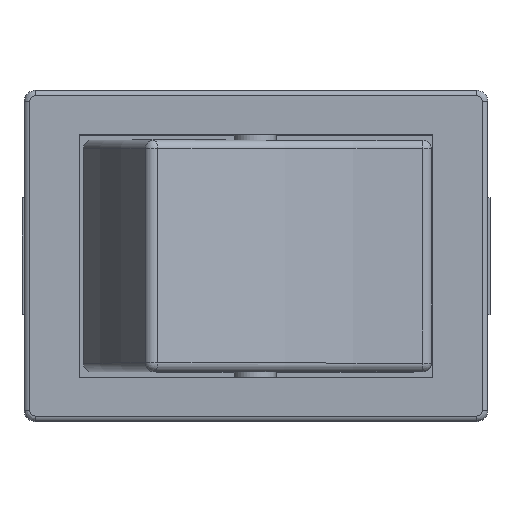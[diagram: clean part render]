
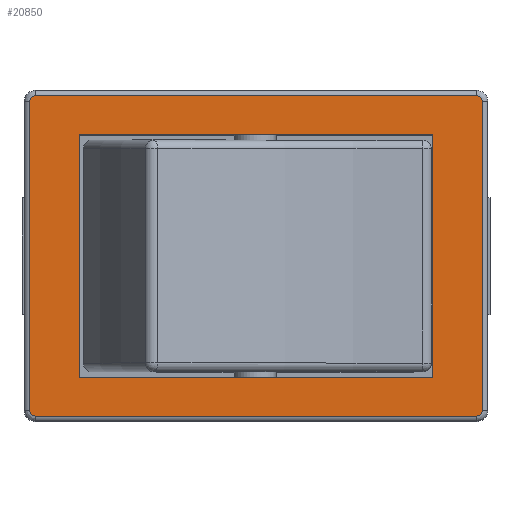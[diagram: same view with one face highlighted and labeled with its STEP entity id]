
A CAD part, top view. The second image highlights one B-rep face of the part: STEP entity #20850.
In plain terms, the highlighted planar face has unit normal (0, 0, 1).
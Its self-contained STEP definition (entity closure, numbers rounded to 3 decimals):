
#407=FACE_BOUND('',#3308,.T.);
#1086=CIRCLE('',#21734,0.25);
#1090=CIRCLE('',#21738,0.25);
#1094=CIRCLE('',#21744,0.25);
#1098=CIRCLE('',#21748,0.25);
#2134=FACE_OUTER_BOUND('',#3307,.T.);
#3307=EDGE_LOOP('',(#18550,#18551,#18552,#18553,#18554,#18555,#18556,#18557));
#3308=EDGE_LOOP('',(#18558,#18559,#18560,#18561));
#5575=LINE('',#36299,#7895);
#5578=LINE('',#36305,#7898);
#5581=LINE('',#36311,#7901);
#5584=LINE('',#36315,#7904);
#5585=LINE('',#36322,#7905);
#5587=LINE('',#36358,#7907);
#5590=LINE('',#36365,#7910);
#5592=LINE('',#36396,#7912);
#7895=VECTOR('',#25561,10.);
#7898=VECTOR('',#25566,10.);
#7901=VECTOR('',#25571,10.);
#7904=VECTOR('',#25576,10.);
#7905=VECTOR('',#25583,10.);
#7907=VECTOR('',#25603,10.);
#7910=VECTOR('',#25610,10.);
#7912=VECTOR('',#25626,10.);
#9928=VERTEX_POINT('',#36296);
#9929=VERTEX_POINT('',#36298);
#9931=VERTEX_POINT('',#36304);
#9933=VERTEX_POINT('',#36310);
#9935=VERTEX_POINT('',#36319);
#9936=VERTEX_POINT('',#36321);
#9939=VERTEX_POINT('',#36336);
#9940=VERTEX_POINT('',#36349);
#9943=VERTEX_POINT('',#36356);
#9944=VERTEX_POINT('',#36361);
#9947=VERTEX_POINT('',#36376);
#9948=VERTEX_POINT('',#36389);
#12835=EDGE_CURVE('',#9929,#9928,#5575,.T.);
#12838=EDGE_CURVE('',#9931,#9929,#5578,.T.);
#12841=EDGE_CURVE('',#9933,#9931,#5581,.T.);
#12844=EDGE_CURVE('',#9928,#9933,#5584,.T.);
#12846=EDGE_CURVE('',#9935,#9936,#5585,.T.);
#12850=EDGE_CURVE('',#9939,#9935,#1086,.T.);
#12854=EDGE_CURVE('',#9936,#9940,#1090,.T.);
#12856=EDGE_CURVE('',#9943,#9939,#5587,.T.);
#12860=EDGE_CURVE('',#9940,#9944,#5590,.T.);
#12862=EDGE_CURVE('',#9947,#9943,#1094,.T.);
#12866=EDGE_CURVE('',#9944,#9948,#1098,.T.);
#12868=EDGE_CURVE('',#9948,#9947,#5592,.T.);
#18550=ORIENTED_EDGE('',*,*,#12846,.F.);
#18551=ORIENTED_EDGE('',*,*,#12850,.F.);
#18552=ORIENTED_EDGE('',*,*,#12856,.F.);
#18553=ORIENTED_EDGE('',*,*,#12862,.F.);
#18554=ORIENTED_EDGE('',*,*,#12868,.F.);
#18555=ORIENTED_EDGE('',*,*,#12866,.F.);
#18556=ORIENTED_EDGE('',*,*,#12860,.F.);
#18557=ORIENTED_EDGE('',*,*,#12854,.F.);
#18558=ORIENTED_EDGE('',*,*,#12835,.T.);
#18559=ORIENTED_EDGE('',*,*,#12844,.T.);
#18560=ORIENTED_EDGE('',*,*,#12841,.T.);
#18561=ORIENTED_EDGE('',*,*,#12838,.T.);
#19785=PLANE('',#21754);
#20850=ADVANCED_FACE('',(#2134,#407),#19785,.T.);
#21734=AXIS2_PLACEMENT_3D('',#36338,#25589,#25590);
#21738=AXIS2_PLACEMENT_3D('',#36353,#25597,#25598);
#21744=AXIS2_PLACEMENT_3D('',#36378,#25613,#25614);
#21748=AXIS2_PLACEMENT_3D('',#36393,#25621,#25622);
#21754=AXIS2_PLACEMENT_3D('',#36406,#25640,#25641);
#25561=DIRECTION('',(0.,1.,0.));
#25566=DIRECTION('',(-1.,0.,0.));
#25571=DIRECTION('',(0.,-1.,0.));
#25576=DIRECTION('',(1.,0.,0.));
#25583=DIRECTION('',(1.,0.,0.));
#25589=DIRECTION('center_axis',(0.,0.,
-1.));
#25590=DIRECTION('ref_axis',(-0.707,0.707,0.));
#25597=DIRECTION('center_axis',(0.,0.,
-1.));
#25598=DIRECTION('ref_axis',(0.707,0.707,0.));
#25603=DIRECTION('',(0.,1.,0.));
#25610=DIRECTION('',(0.,-1.,0.));
#25613=DIRECTION('center_axis',(0.,0.,
-1.));
#25614=DIRECTION('ref_axis',(-0.707,-0.707,0.));
#25621=DIRECTION('center_axis',(0.,0.,
-1.));
#25622=DIRECTION('ref_axis',(0.707,-0.707,0.));
#25626=DIRECTION('',(-1.,0.,0.));
#25640=DIRECTION('center_axis',(0.,0.,
1.));
#25641=DIRECTION('ref_axis',(1.,0.,0.));
#36296=CARTESIAN_POINT('',(-8.,5.5,16.6));
#36298=CARTESIAN_POINT('',(-8.,-5.5,16.6));
#36299=CARTESIAN_POINT('',(-8.,2.75,16.6));
#36304=CARTESIAN_POINT('',(8.,-5.5,16.6));
#36305=CARTESIAN_POINT('',(-4.,-5.5,16.6));
#36310=CARTESIAN_POINT('',(8.,5.5,16.6));
#36311=CARTESIAN_POINT('',(8.,-2.75,16.6));
#36315=CARTESIAN_POINT('',(4.,5.5,16.6));
#36319=CARTESIAN_POINT('',(-10.,7.25,16.6));
#36321=CARTESIAN_POINT('',(10.,7.25,16.6));
#36322=CARTESIAN_POINT('',(-5.,7.25,16.6));
#36336=CARTESIAN_POINT('',(-10.25,7.,16.6));
#36338=CARTESIAN_POINT('Origin',(-10.,7.,16.6));
#36349=CARTESIAN_POINT('',(10.25,7.,16.6));
#36353=CARTESIAN_POINT('Origin',(10.,7.,16.6));
#36356=CARTESIAN_POINT('',(-10.25,-7.,16.6));
#36358=CARTESIAN_POINT('',(-10.25,-3.5,16.6));
#36361=CARTESIAN_POINT('',(10.25,-7.,16.6));
#36365=CARTESIAN_POINT('',(10.25,3.5,16.6));
#36376=CARTESIAN_POINT('',(-10.,-7.25,16.6));
#36378=CARTESIAN_POINT('Origin',(-10.,-7.,16.6));
#36389=CARTESIAN_POINT('',(10.,-7.25,16.6));
#36393=CARTESIAN_POINT('Origin',(10.,-7.,16.6));
#36396=CARTESIAN_POINT('',(5.,-7.25,16.6));
#36406=CARTESIAN_POINT('Origin',(0.,0.,16.6));
